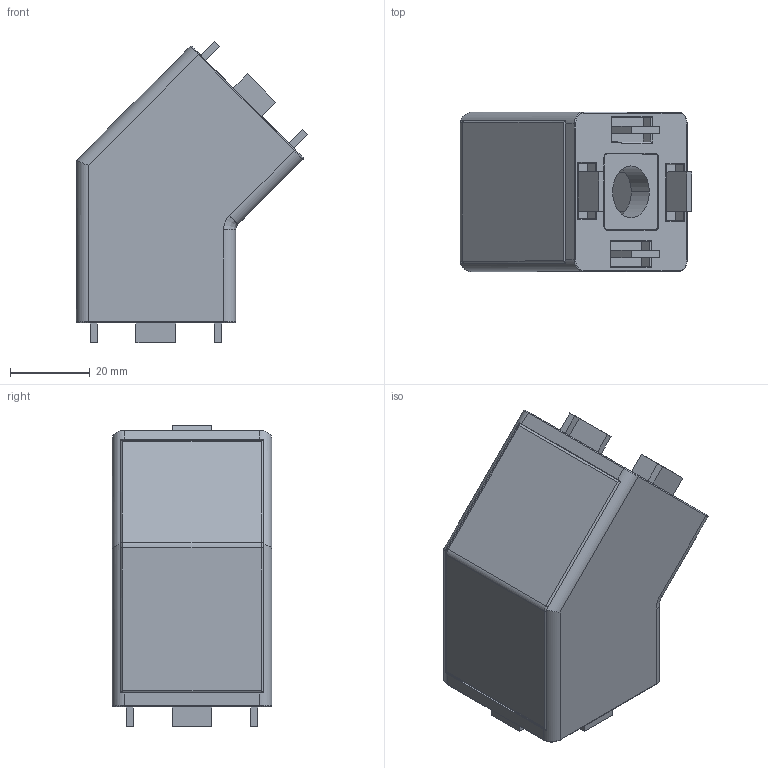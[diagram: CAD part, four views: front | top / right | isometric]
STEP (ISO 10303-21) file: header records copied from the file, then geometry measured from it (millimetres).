
FILE_DESCRIPTION (( 'STEP AP214' ), '1' );
FILE_NAME ('AL-315.0400A.01 Ñîåäèíèòåëü ïîä 45° äëÿ ïðîôèëÿ 40õ40.STEP', '2022-09-19T13:05:28', ( '' ), ( '' ), 'SwSTEP 2.0', 'SolidWorks 2021', '' );
FILE_SCHEMA (( 'AUTOMOTIVE_DESIGN' ));
Length unit declared in the file: millimetre
Products named in the file (1): AL-315.0400A.01 Ñîåäèíèòåëü ïîä 45° äëÿ ïðîôèëÿ 40õ40
Bounding box: 58.12 x 40 x 75.53 mm (x, y, z)
Volume: 43471.7 mm3; surface area: 28121.3 mm2
Topology: 2 solids, 2 shells, 324 faces, 805 edges, 514 vertices
Faces by surface type: plane 177, cylinder 113, torus 24, cone 8, bspline 2
Entity records: 9591 total; most frequent: CARTESIAN_POINT 1944, ORIENTED_EDGE 1610, DIRECTION 1541, EDGE_CURVE 805, LINE 547, VECTOR 547, VERTEX_POINT 514, AXIS2_PLACEMENT_3D 497
